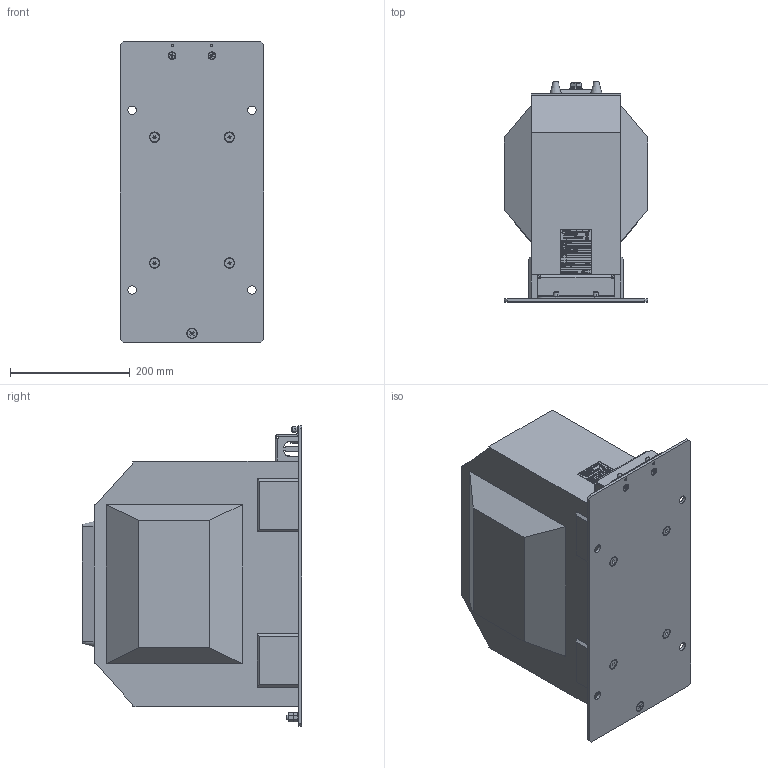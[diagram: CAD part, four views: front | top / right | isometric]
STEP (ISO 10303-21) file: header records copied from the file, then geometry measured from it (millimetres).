
FILE_DESCRIPTION (( 'STEP AP214' ), '1' );
FILE_NAME ('ﾍﾈﾎﾋ-ﾑﾒ-35-ﾌ.STEP', '2023-07-24T06:27:07', ( '' ), ( '' ), 'SwSTEP 2.0', 'SolidWorks 2014', '' );
FILE_SCHEMA (( 'AUTOMOTIVE_DESIGN' ));
Length unit declared in the file: millimetre
Products named in the file (21): plain washer grade a_din_Washer DIN 125 - A 6.4; countersunk flat head cross recess screw_din_ISO 7046-1 - M6 x 20 - Z --- 20N; countersunk flat head cross recess screw_din_ISO 7046-1 - M8 x 25 - Z --- 25N; socket countersunk head screw_din_DIN 7991 - M8 x 20 --- 20N; ÂÅÈÓ.735314.029 Êðûøêà çàùèòíàÿ ÒËÊ-35-1; ÇÍÈÎË-35; ÂÅÈÓ.754312.183À Òàáëè÷êà òåõíè÷åñêèõ äàííûõ ÍÈÎË-ÑÒ_-01; ﾂﾅﾈﾓ.733411.010 ﾎ魵瑙韃 ﾍﾈﾎﾋ-ﾑﾒ-35; ÂÅÈÓ.671241.558 Ñáîðêà ñ çàëèâêîé; Îòëèâêà^ÂÅÈÓ.671241.558 Ñáîðêà ñ çàëèâêîé_2 ®¡¬.; ﾘ琺矜 DIN 125 ﾀ_10.01.019; ����.671241.554 �������� �����_����-��-35-� (2 ���.); Áîëò DIN 933_10å20 ; ÂÅÈÓ.758472.021 Ãàéêà; 屡扔.758181.002 妈眚 镫铎徼痤忸黜; 屡扔.758472.007 绵殛郷-01; hex screw gradec_din_ISO 4018 - M6 x 12-NN; ﾍﾈﾎﾋ-ﾑﾒ-35-ﾌ; curved spring lock washer_din_Spring washer DIN 128 - A6; hex nut gradec_din_Hexagon Nut ISO 4034 - M6 - N; hex nut gradec_din_Hexagon Nut ISO 4034 - M8 - N; plain washer grade a_din_Washer DIN 125 - A 8.4
Assembly tree (43 placements, depth 4):
  ﾍﾈﾎﾋ-ﾑﾒ-35-ﾌ
    ÂÅÈÓ.671241.558 Ñáîðêà ñ çàëèâêîé
      ����.671241.554 �������� �����_����-��-35-� (2 ���.)
        屡扔.758472.007 绵殛郷-01  x4
        ÂÅÈÓ.758472.021 Ãàéêà
      Îòëèâêà^ÂÅÈÓ.671241.558 Ñáîðêà ñ çàëèâêîé_2 ®¡¬.
    ﾂﾅﾈﾓ.733411.010 ﾎ魵瑙韃 ﾍﾈﾎﾋ-ﾑﾒ-35
    ÂÅÈÓ.754312.183À Òàáëè÷êà òåõíè÷åñêèõ äàííûõ ÍÈÎË-ÑÒ_-01
    ÂÅÈÓ.735314.029 Êðûøêà çàùèòíàÿ ÒËÊ-35-1; ÇÍÈÎË-35
    socket countersunk head screw_din_DIN 7991 - M8 x 20 --- 20N  x4
    countersunk flat head cross recess screw_din_ISO 7046-1 - M8 x 25 - Z --- 25N
    countersunk flat head cross recess screw_din_ISO 7046-1 - M6 x 20 - Z --- 20N  x2
    plain washer grade a_din_Washer DIN 125 - A 6.4  x6
    plain washer grade a_din_Washer DIN 125 - A 8.4
    hex nut gradec_din_Hexagon Nut ISO 4034 - M8 - N  x2
    hex nut gradec_din_Hexagon Nut ISO 4034 - M6 - N  x4
    curved spring lock washer_din_Spring washer DIN 128 - A6  x4
    hex screw gradec_din_ISO 4018 - M6 x 12-NN  x4
    屡扔.758181.002 妈眚 镫铎徼痤忸黜  x2
    Áîëò DIN 933_10å20 
    ﾘ琺矜 DIN 125 ﾀ_10.01.019
Bounding box: 240 x 367 x 502 mm (x, y, z)
Volume: 24915154.3 mm3; surface area: 857964.7 mm2
Topology: 49 solids, 49 shells, 3609 faces, 9266 edges, 6001 vertices
Faces by surface type: plane 1916, bspline 973, cone 342, cylinder 340, torus 38
Entity records: 174129 total; most frequent: CARTESIAN_POINT 75381, ORIENTED_EDGE 16580, DIRECTION 11444, EDGE_CURVE 8290, LINE 5508, VECTOR 5508, VERTEX_POINT 5454, EDGE_LOOP 3514
